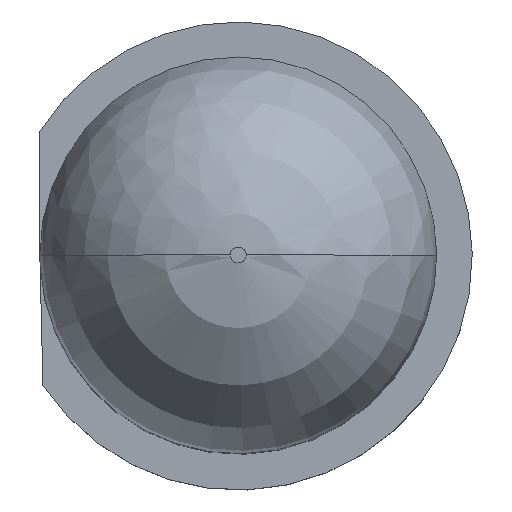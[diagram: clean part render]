
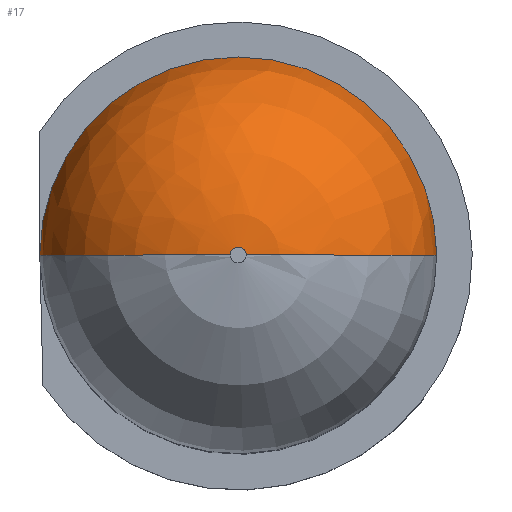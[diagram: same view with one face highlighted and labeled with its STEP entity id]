
A CAD part, top view. The second image highlights one B-rep face of the part: STEP entity #17.
In plain terms, the highlighted face is a revolution surface.
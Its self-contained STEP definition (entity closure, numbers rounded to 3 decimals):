
#17 = ADVANCED_FACE('',(#18),#81,.T.);
#18 = FACE_BOUND('',#19,.T.);
#19 = EDGE_LOOP('',(#20,#31,#40,#74));
#20 = ORIENTED_EDGE('',*,*,#21,.F.);
#21 = EDGE_CURVE('',#22,#24,#26,.T.);
#22 = VERTEX_POINT('',#23);
#23 = CARTESIAN_POINT('',(-2.517,0.002,
    6.3));
#24 = VERTEX_POINT('',#25);
#25 = CARTESIAN_POINT('',(2.483,0.002,
    6.3));
#26 = CIRCLE('',#27,2.5);
#27 = AXIS2_PLACEMENT_3D('',#28,#29,#30);
#28 = CARTESIAN_POINT('',(-0.017,0.002,
    6.3));
#29 = DIRECTION('',(0.,0.,-1.));
#30 = DIRECTION('',(-1.,0.,0.));
#31 = ORIENTED_EDGE('',*,*,#32,.T.);
#32 = EDGE_CURVE('',#22,#33,#35,.T.);
#33 = VERTEX_POINT('',#34);
#34 = CARTESIAN_POINT('',(-0.117,0.002,
    8.7));
#35 = CIRCLE('',#36,2.4);
#36 = AXIS2_PLACEMENT_3D('',#37,#38,#39);
#37 = CARTESIAN_POINT('',(-0.117,0.002,
    6.3));
#38 = DIRECTION('',(0.,1.,0.));
#39 = DIRECTION('',(-1.,0.,0.));
#40 = ORIENTED_EDGE('',*,*,#41,.T.);
#41 = EDGE_CURVE('',#33,#42,#44,.T.);
#42 = VERTEX_POINT('',#43);
#43 = CARTESIAN_POINT('',(0.083,0.002,
    8.7));
#44 = B_SPLINE_CURVE_WITH_KNOTS('',3,(#45,#46,#47,#48,#49,#50,#51,#52,
    #53,#54,#55,#56,#57,#58,#59,#60,#61,#62,#63,#64,#65,#66,#67,#68,#69,
    #70,#71,#72,#73),.UNSPECIFIED.,.F.,.F.,(4,2,2,2,2,2,2,1,2,2,2,2,2,2,
    4),(0.,0.25,0.375,0.438,0.5,0.625,0.688,0.719,0.734,0.75
    ,0.813,0.844,0.859,0.875,1.),.UNSPECIFIED.);
#45 = CARTESIAN_POINT('',(-0.117,0.002,
    8.7));
#46 = CARTESIAN_POINT('',(-0.117,0.028,
    8.7));
#47 = CARTESIAN_POINT('',(-0.106,0.054,
    8.7));
#48 = CARTESIAN_POINT('',(-0.079,0.082,
    8.7));
#49 = CARTESIAN_POINT('',(-0.067,0.089,
    8.7));
#50 = CARTESIAN_POINT('',(-0.049,0.097,
    8.7));
#51 = CARTESIAN_POINT('',(-0.043,0.099,
    8.7));
#52 = CARTESIAN_POINT('',(-0.03,0.101,
    8.7));
#53 = CARTESIAN_POINT('',(-0.025,0.102,
    8.7));
#54 = CARTESIAN_POINT('',(-0.001,0.102,
    8.7));
#55 = CARTESIAN_POINT('',(0.015,0.098,
    8.7));
#56 = CARTESIAN_POINT('',(0.035,0.088,
    8.7));
#57 = CARTESIAN_POINT('',(0.042,0.084,
    8.7));
#58 = CARTESIAN_POINT('',(0.051,0.076,
    8.7));
#59 = CARTESIAN_POINT('',(0.055,0.072,
    8.7));
#60 = CARTESIAN_POINT('',(0.058,0.068,
    8.7));
#61 = CARTESIAN_POINT('',(0.061,0.065,
    8.7));
#62 = CARTESIAN_POINT('',(0.063,0.062,
    8.7));
#63 = CARTESIAN_POINT('',(0.063,0.062,
    8.7));
#64 = CARTESIAN_POINT('',(0.065,0.06,
    8.7));
#65 = CARTESIAN_POINT('',(0.069,0.053,
    8.7));
#66 = CARTESIAN_POINT('',(0.071,0.05,
    8.7));
#67 = CARTESIAN_POINT('',(0.073,0.044,
    8.7));
#68 = CARTESIAN_POINT('',(0.074,0.042,
    8.7));
#69 = CARTESIAN_POINT('',(0.076,0.038,
    8.7));
#70 = CARTESIAN_POINT('',(0.078,0.034,
    8.7));
#71 = CARTESIAN_POINT('',(0.081,0.023,
    8.7));
#72 = CARTESIAN_POINT('',(0.083,0.012,
    8.7));
#73 = CARTESIAN_POINT('',(0.083,0.002,
    8.7));
#74 = ORIENTED_EDGE('',*,*,#75,.F.);
#75 = EDGE_CURVE('',#24,#42,#76,.T.);
#76 = CIRCLE('',#77,2.4);
#77 = AXIS2_PLACEMENT_3D('',#78,#79,#80);
#78 = CARTESIAN_POINT('',(0.083,0.002,
    6.3));
#79 = DIRECTION('',(0.,-1.,0.));
#80 = DIRECTION('',(1.,0.,0.));
#81 = SURFACE_OF_REVOLUTION('',#82,#95);
#82 = B_SPLINE_CURVE_WITH_KNOTS('',6,(#83,#84,#85,#86,#87,#88,#89,#90,
    #91,#92,#93,#94),.UNSPECIFIED.,.F.,.F.,(7,5,7),(0.,
    0.785,1.571),.UNSPECIFIED.);
#83 = CARTESIAN_POINT('',(2.483,0.002,
    6.3));
#84 = CARTESIAN_POINT('',(2.483,0.002,
    6.614));
#85 = CARTESIAN_POINT('',(2.434,0.002,
    6.928));
#86 = CARTESIAN_POINT('',(2.335,0.002,
    7.233));
#87 = CARTESIAN_POINT('',(2.189,0.002,
    7.518));
#88 = CARTESIAN_POINT('',(2.002,0.002,
    7.775));
#89 = CARTESIAN_POINT('',(1.558,0.002,
    8.219));
#90 = CARTESIAN_POINT('',(1.301,0.002,
    8.406));
#91 = CARTESIAN_POINT('',(1.016,0.002,
    8.552));
#92 = CARTESIAN_POINT('',(0.711,0.002,
    8.651));
#93 = CARTESIAN_POINT('',(0.397,0.002,
    8.7));
#94 = CARTESIAN_POINT('',(0.083,0.002,
    8.7));
#95 = AXIS1_PLACEMENT('',#96,#97);
#96 = CARTESIAN_POINT('',(-0.017,0.002,
    6.3));
#97 = DIRECTION('',(0.,0.,1.));
